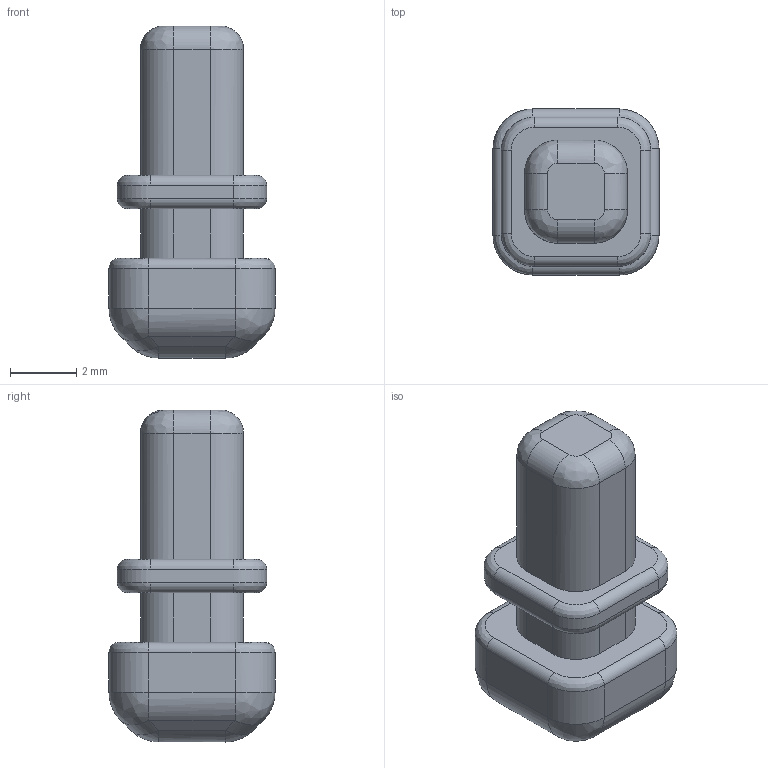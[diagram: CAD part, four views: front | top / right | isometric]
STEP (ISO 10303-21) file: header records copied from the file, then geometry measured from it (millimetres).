
FILE_DESCRIPTION(/* description */ (''),/* implementation_level */ '2;1');
FILE_NAME(/* name */ '硅胶钉',/* time_stamp */ '2023-10-30T16:26:22+08:00',/* author */ (''),/* organization */ (''),/* preprocessor_version */ 'ST-DEVELOPER v16.5',/* originating_system */ '',/* authorisation */ '');
FILE_SCHEMA (('CONFIG_CONTROL_DESIGN'));
Length unit declared in the file: millimetre
Products named in the file (1): Document
Bounding box: 5 x 5 x 10 mm (x, y, z)
Volume: 130.5 mm3; surface area: 183.9 mm2
Topology: 1 solids, 1 shells, 90 faces, 204 edges, 120 vertices
Faces by surface type: cylinder 42, bspline 26, plane 22
Entity records: 2403 total; most frequent: CARTESIAN_POINT 1070, ORIENTED_EDGE 408, EDGE_CURVE 204, VERTEX_POINT 120, EDGE_LOOP 94, ADVANCED_FACE 90, FACE_OUTER_BOUND 90, DIRECTION 68
